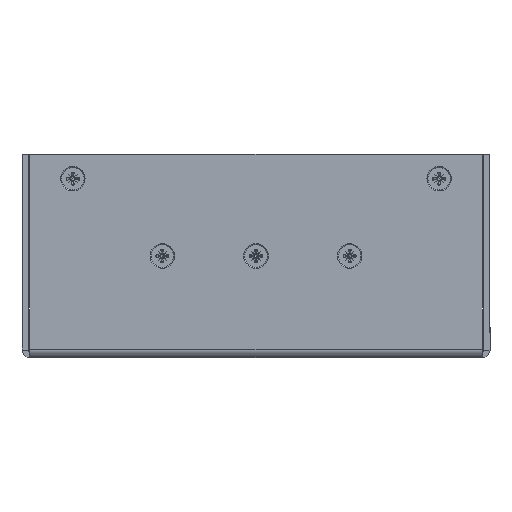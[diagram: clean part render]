
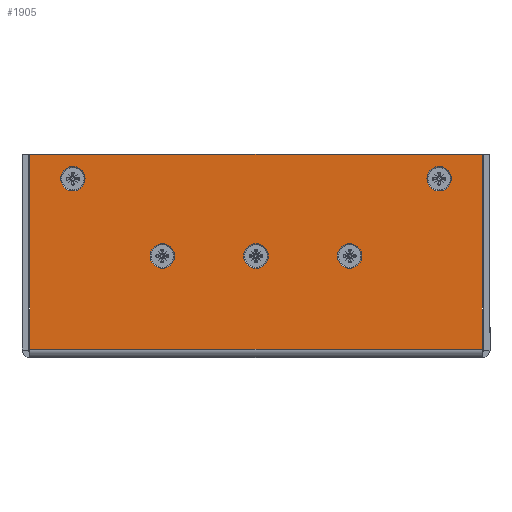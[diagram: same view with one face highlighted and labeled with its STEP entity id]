
A CAD part, left-side view. The second image highlights one B-rep face of the part: STEP entity #1905.
In plain terms, the highlighted planar face has unit normal (-1, 0, 0).
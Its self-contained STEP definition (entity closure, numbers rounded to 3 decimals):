
#1807=CARTESIAN_POINT('',(-107.5,-45.,47.));
#1808=VERTEX_POINT('',#1807);
#1809=CARTESIAN_POINT('',(-107.5,-45.,44.));
#1810=DIRECTION('',(-1.0,0.0,0.0));
#1811=DIRECTION('',(0.0,0.0,-1.0));
#1812=AXIS2_PLACEMENT_3D('',#1809,#1810,#1811);
#1813=CIRCLE('',#1812,3.);
#1814=EDGE_CURVE('',#1808,#1808,#1813,.T.);
#1819=CARTESIAN_POINT('',(-107.5,0.,25.06));
#1820=DIRECTION('',(1.0,0.0,0.0));
#1821=DIRECTION('',(0.0,0.0,-1.0));
#1822=AXIS2_PLACEMENT_3D('',#1819,#1820,#1821);
#1823=PLANE('',#1822);
#1824=CARTESIAN_POINT('',(-107.5,55.6,2.1));
#1825=VERTEX_POINT('',#1824);
#1826=CARTESIAN_POINT('',(-107.5,-55.6,2.1));
#1827=VERTEX_POINT('',#1826);
#1828=CARTESIAN_POINT('',(-107.5,55.6,2.1));
#1829=DIRECTION('',(0.0,-1.0,0.0));
#1830=VECTOR('',#1829,111.2);
#1831=LINE('',#1828,#1830);
#1832=EDGE_CURVE('',#1825,#1827,#1831,.T.);
#1833=ORIENTED_EDGE('',*,*,#1832,.T.);
#1834=CARTESIAN_POINT('',(-107.5,-55.6,50.0));
#1835=VERTEX_POINT('',#1834);
#1836=CARTESIAN_POINT('',(-107.5,-55.6,50.));
#1837=DIRECTION('',(0.0,0.0,-1.0));
#1838=VECTOR('',#1837,47.9);
#1839=LINE('',#1836,#1838);
#1840=EDGE_CURVE('',#1835,#1827,#1839,.T.);
#1841=ORIENTED_EDGE('',*,*,#1840,.F.);
#1842=CARTESIAN_POINT('',(-107.5,55.6,50.));
#1843=VERTEX_POINT('',#1842);
#1844=CARTESIAN_POINT('',(-107.5,55.6,50.));
#1845=DIRECTION('',(0.0,-1.0,0.0));
#1846=VECTOR('',#1845,111.2);
#1847=LINE('',#1844,#1846);
#1848=EDGE_CURVE('',#1843,#1835,#1847,.T.);
#1849=ORIENTED_EDGE('',*,*,#1848,.F.);
#1850=CARTESIAN_POINT('',(-107.5,55.6,2.1));
#1851=DIRECTION('',(0.0,0.0,1.0));
#1852=VECTOR('',#1851,47.9);
#1853=LINE('',#1850,#1852);
#1854=EDGE_CURVE('',#1825,#1843,#1853,.T.);
#1855=ORIENTED_EDGE('',*,*,#1854,.F.);
#1856=EDGE_LOOP('',(#1833,#1841,#1849,#1855));
#1857=FACE_OUTER_BOUND('',#1856,.T.);
#1858=CARTESIAN_POINT('',(-107.5,-23.,28.));
#1859=VERTEX_POINT('',#1858);
#1860=CARTESIAN_POINT('',(-107.5,-23.,25.));
#1861=DIRECTION('',(-1.0,0.0,0.0));
#1862=DIRECTION('',(0.0,0.0,-1.0));
#1863=AXIS2_PLACEMENT_3D('',#1860,#1861,#1862);
#1864=CIRCLE('',#1863,3.);
#1865=EDGE_CURVE('',#1859,#1859,#1864,.T.);
#1866=ORIENTED_EDGE('',*,*,#1865,.F.);
#1867=EDGE_LOOP('',(#1866));
#1868=FACE_BOUND('',#1867,.T.);
#1869=CARTESIAN_POINT('',(-107.5,23.,28.));
#1870=VERTEX_POINT('',#1869);
#1871=CARTESIAN_POINT('',(-107.5,23.,25.));
#1872=DIRECTION('',(-1.0,0.0,0.0));
#1873=DIRECTION('',(0.0,0.0,-1.0));
#1874=AXIS2_PLACEMENT_3D('',#1871,#1872,#1873);
#1875=CIRCLE('',#1874,3.);
#1876=EDGE_CURVE('',#1870,#1870,#1875,.T.);
#1877=ORIENTED_EDGE('',*,*,#1876,.F.);
#1878=EDGE_LOOP('',(#1877));
#1879=FACE_BOUND('',#1878,.T.);
#1880=CARTESIAN_POINT('',(-107.5,45.,47.));
#1881=VERTEX_POINT('',#1880);
#1882=CARTESIAN_POINT('',(-107.5,45.,44.));
#1883=DIRECTION('',(-1.0,0.0,0.0));
#1884=DIRECTION('',(0.0,0.0,-1.0));
#1885=AXIS2_PLACEMENT_3D('',#1882,#1883,#1884);
#1886=CIRCLE('',#1885,3.);
#1887=EDGE_CURVE('',#1881,#1881,#1886,.T.);
#1888=ORIENTED_EDGE('',*,*,#1887,.F.);
#1889=EDGE_LOOP('',(#1888));
#1890=FACE_BOUND('',#1889,.T.);
#1891=CARTESIAN_POINT('',(-107.5,0.,28.));
#1892=VERTEX_POINT('',#1891);
#1893=CARTESIAN_POINT('',(-107.5,0.,25.));
#1894=DIRECTION('',(-1.0,0.0,0.0));
#1895=DIRECTION('',(0.0,0.0,-1.0));
#1896=AXIS2_PLACEMENT_3D('',#1893,#1894,#1895);
#1897=CIRCLE('',#1896,3.);
#1898=EDGE_CURVE('',#1892,#1892,#1897,.T.);
#1899=ORIENTED_EDGE('',*,*,#1898,.F.);
#1900=EDGE_LOOP('',(#1899));
#1901=FACE_BOUND('',#1900,.T.);
#1902=ORIENTED_EDGE('',*,*,#1814,.F.);
#1903=EDGE_LOOP('',(#1902));
#1904=FACE_BOUND('',#1903,.T.);
#1905=ADVANCED_FACE('',(#1857,#1868,#1879,#1890,#1901,#1904),#1823,.F.);
